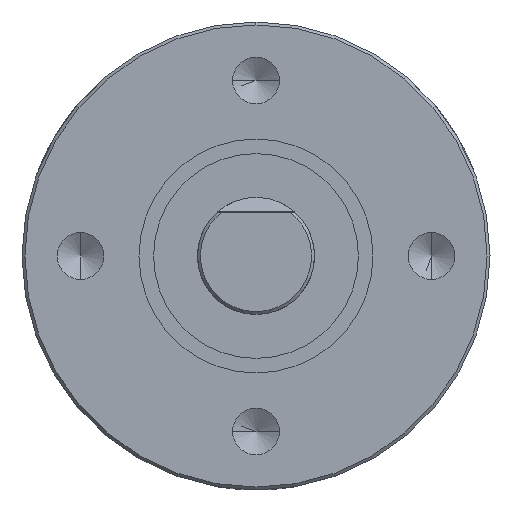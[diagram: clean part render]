
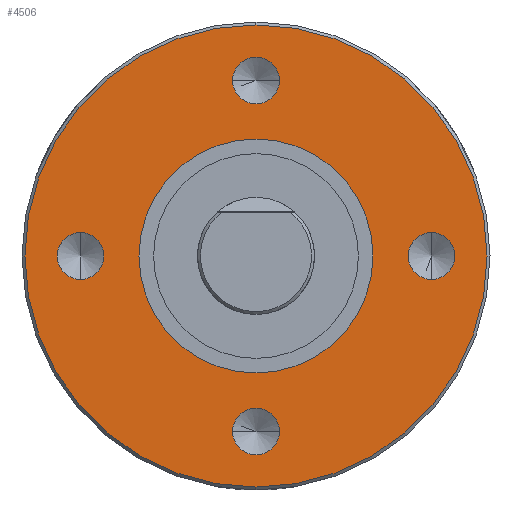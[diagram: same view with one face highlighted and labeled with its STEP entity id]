
A CAD part, left-side view. The second image highlights one B-rep face of the part: STEP entity #4506.
In plain terms, the highlighted planar face has unit normal (-1, 0, 0).
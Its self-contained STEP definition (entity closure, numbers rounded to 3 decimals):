
#737=CARTESIAN_POINT('',(-19.6,0.,0.));
#738=DIRECTION('',(-1.,0.,0.));
#739=DIRECTION('',(0.,0.,1.));
#740=AXIS2_PLACEMENT_3D('',#737,#738,#739);
#742=CARTESIAN_POINT('',(-19.6,0.,0.));
#743=DIRECTION('',(-1.,0.,0.));
#744=DIRECTION('',(0.,0.,-1.));
#745=AXIS2_PLACEMENT_3D('',#742,#743,#744);
#747=CARTESIAN_POINT('',(-19.6,6.,0.));
#748=DIRECTION('',(-1.,0.,0.));
#749=DIRECTION('',(0.,0.,1.));
#750=AXIS2_PLACEMENT_3D('',#747,#748,#749);
#752=CARTESIAN_POINT('',(-19.6,6.,0.));
#753=DIRECTION('',(-1.,0.,0.));
#754=DIRECTION('',(0.,0.,-1.));
#755=AXIS2_PLACEMENT_3D('',#752,#753,#754);
#757=CARTESIAN_POINT('',(-19.6,0.,6.));
#758=DIRECTION('',(-1.,0.,0.));
#759=DIRECTION('',(0.,-1.,0.));
#760=AXIS2_PLACEMENT_3D('',#757,#758,#759);
#762=CARTESIAN_POINT('',(-19.6,0.,6.));
#763=DIRECTION('',(-1.,0.,0.));
#764=DIRECTION('',(0.,1.,0.));
#765=AXIS2_PLACEMENT_3D('',#762,#763,#764);
#767=CARTESIAN_POINT('',(-19.6,-6.,0.));
#768=DIRECTION('',(-1.,0.,0.));
#769=DIRECTION('',(0.,0.,-1.));
#770=AXIS2_PLACEMENT_3D('',#767,#768,#769);
#772=CARTESIAN_POINT('',(-19.6,-6.,0.));
#773=DIRECTION('',(-1.,0.,0.));
#774=DIRECTION('',(0.,0.,1.));
#775=AXIS2_PLACEMENT_3D('',#772,#773,#774);
#777=CARTESIAN_POINT('',(-19.6,0.,-6.));
#778=DIRECTION('',(-1.,0.,0.));
#779=DIRECTION('',(0.,1.,0.));
#780=AXIS2_PLACEMENT_3D('',#777,#778,#779);
#782=CARTESIAN_POINT('',(-19.6,0.,-6.));
#783=DIRECTION('',(-1.,0.,0.));
#784=DIRECTION('',(0.,-1.,0.));
#785=AXIS2_PLACEMENT_3D('',#782,#783,#784);
#1880=CARTESIAN_POINT('',(-19.6,0.,0.));
#1881=DIRECTION('',(-1.,0.,0.));
#1882=DIRECTION('',(0.,0.,1.));
#1883=AXIS2_PLACEMENT_3D('',#1880,#1881,#1882);
#1885=CARTESIAN_POINT('',(-19.6,0.,0.));
#1886=DIRECTION('',(1.,0.,0.));
#1887=DIRECTION('',(0.,0.,1.));
#1888=AXIS2_PLACEMENT_3D('',#1885,#1886,#1887);
#3220=CARTESIAN_POINT('',(-19.6,0.,4.));
#3222=VERTEX_POINT('',#3220);
#3228=CARTESIAN_POINT('',(-19.6,0.,-4.));
#3230=VERTEX_POINT('',#3228);
#3252=CARTESIAN_POINT('',(-19.6,6.,0.8));
#3253=CARTESIAN_POINT('',(-19.6,6.,-0.8));
#3254=VERTEX_POINT('',#3252);
#3255=VERTEX_POINT('',#3253);
#3262=CARTESIAN_POINT('',(-19.6,-0.8,6.));
#3263=CARTESIAN_POINT('',(-19.6,0.8,6.));
#3264=VERTEX_POINT('',#3262);
#3265=VERTEX_POINT('',#3263);
#3272=CARTESIAN_POINT('',(-19.6,-6.,-0.8));
#3273=CARTESIAN_POINT('',(-19.6,-6.,0.8));
#3274=VERTEX_POINT('',#3272);
#3275=VERTEX_POINT('',#3273);
#3282=CARTESIAN_POINT('',(-19.6,0.8,-6.));
#3283=CARTESIAN_POINT('',(-19.6,-0.8,-6.));
#3284=VERTEX_POINT('',#3282);
#3285=VERTEX_POINT('',#3283);
#3310=CARTESIAN_POINT('',(-19.6,0.,7.9));
#3311=CARTESIAN_POINT('',(-19.6,0.,-7.9));
#3312=VERTEX_POINT('',#3310);
#3313=VERTEX_POINT('',#3311);
#4466=CARTESIAN_POINT('',(-19.6,0.,0.));
#4467=DIRECTION('',(1.,0.,0.));
#4468=DIRECTION('',(0.,0.,-1.));
#4469=AXIS2_PLACEMENT_3D('',#4466,#4467,#4468);
#4470=PLANE('',#4469);
#4471=ORIENTED_EDGE('',*,*,#4456,.F.);
#4473=ORIENTED_EDGE('',*,*,#4472,.F.);
#4474=EDGE_LOOP('',(#4471,#4473));
#4475=FACE_OUTER_BOUND('',#4474,.F.);
#4477=ORIENTED_EDGE('',*,*,#4476,.T.);
#4479=ORIENTED_EDGE('',*,*,#4478,.F.);
#4480=EDGE_LOOP('',(#4477,#4479));
#4481=FACE_BOUND('',#4480,.F.);
#4483=ORIENTED_EDGE('',*,*,#4482,.T.);
#4485=ORIENTED_EDGE('',*,*,#4484,.T.);
#4486=EDGE_LOOP('',(#4483,#4485));
#4487=FACE_BOUND('',#4486,.F.);
#4489=ORIENTED_EDGE('',*,*,#4488,.T.);
#4491=ORIENTED_EDGE('',*,*,#4490,.T.);
#4492=EDGE_LOOP('',(#4489,#4491));
#4493=FACE_BOUND('',#4492,.F.);
#4495=ORIENTED_EDGE('',*,*,#4494,.T.);
#4497=ORIENTED_EDGE('',*,*,#4496,.T.);
#4498=EDGE_LOOP('',(#4495,#4497));
#4499=FACE_BOUND('',#4498,.F.);
#4501=ORIENTED_EDGE('',*,*,#4500,.T.);
#4503=ORIENTED_EDGE('',*,*,#4502,.T.);
#4504=EDGE_LOOP('',(#4501,#4503));
#4505=FACE_BOUND('',#4504,.F.);
#4506=ADVANCED_FACE('',(#4475,#4481,#4487,#4493,#4499,#4505),#4470,.F.);
#741=CIRCLE('',#740,7.9);
#746=CIRCLE('',#745,7.9);
#751=CIRCLE('',#750,0.8);
#756=CIRCLE('',#755,0.8);
#761=CIRCLE('',#760,0.8);
#766=CIRCLE('',#765,0.8);
#771=CIRCLE('',#770,0.8);
#776=CIRCLE('',#775,0.8);
#781=CIRCLE('',#780,0.8);
#786=CIRCLE('',#785,0.8);
#1884=CIRCLE('',#1883,4.);
#1889=CIRCLE('',#1888,4.);
#4456=EDGE_CURVE('',#3312,#3313,#741,.T.);
#4472=EDGE_CURVE('',#3313,#3312,#746,.T.);
#4476=EDGE_CURVE('',#3222,#3230,#1884,.T.);
#4478=EDGE_CURVE('',#3222,#3230,#1889,.T.);
#4482=EDGE_CURVE('',#3254,#3255,#751,.T.);
#4484=EDGE_CURVE('',#3255,#3254,#756,.T.);
#4488=EDGE_CURVE('',#3264,#3265,#761,.T.);
#4490=EDGE_CURVE('',#3265,#3264,#766,.T.);
#4494=EDGE_CURVE('',#3274,#3275,#771,.T.);
#4496=EDGE_CURVE('',#3275,#3274,#776,.T.);
#4500=EDGE_CURVE('',#3284,#3285,#781,.T.);
#4502=EDGE_CURVE('',#3285,#3284,#786,.T.);
